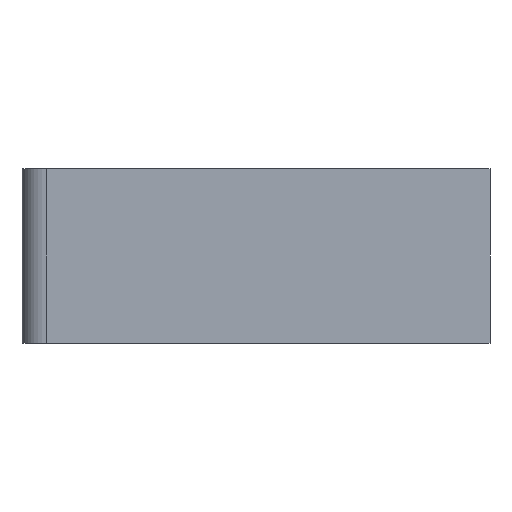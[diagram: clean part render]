
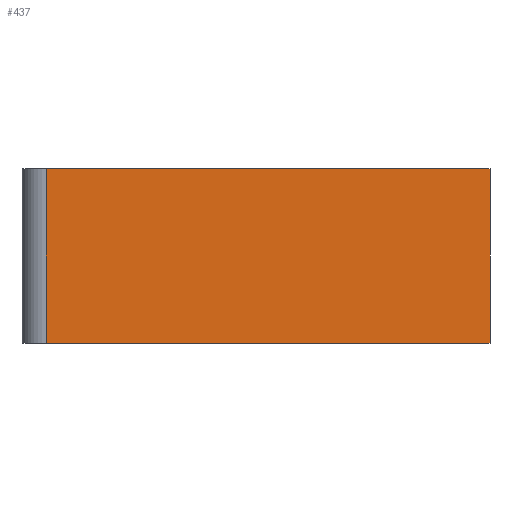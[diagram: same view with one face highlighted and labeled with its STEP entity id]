
A CAD part, front view. The second image highlights one B-rep face of the part: STEP entity #437.
In plain terms, the highlighted planar face has unit normal (0, -1, 0).
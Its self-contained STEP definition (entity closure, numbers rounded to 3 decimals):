
#4 = ORIENTED_EDGE ( 'NONE', *, *, #80, .T. ) ;
#7 = ORIENTED_EDGE ( 'NONE', *, *, #85, .F. ) ;
#24 = ORIENTED_EDGE ( 'NONE', *, *, #106, .T. ) ;
#29 = ORIENTED_EDGE ( 'NONE', *, *, #92, .F. ) ;
#65 = EDGE_LOOP ( 'NONE', ( #24, #7, #29, #4 ) ) ;
#80 = EDGE_CURVE ( 'NONE', #393, #401, #368, .T. ) ;
#85 = EDGE_CURVE ( 'NONE', #400, #398, #354, .T. ) ;
#92 = EDGE_CURVE ( 'NONE', #393, #400, #332, .T. ) ;
#106 = EDGE_CURVE ( 'NONE', #401, #398, #287, .T. ) ;
#135 = VECTOR ( 'NONE', #352, 1000. ) ;
#162 = VECTOR ( 'NONE', #366, 1000. ) ;
#163 = VECTOR ( 'NONE', #330, 1000. ) ;
#170 = VECTOR ( 'NONE', #285, 1000. ) ;
#172 = FACE_OUTER_BOUND ( 'NONE', #65, .T. ) ;
#190 = AXIS2_PLACEMENT_3D ( 'NONE', #257, #256, #255 ) ;
#255 = DIRECTION ( 'NONE',  ( -1., 0., 0. ) ) ;
#256 = DIRECTION ( 'NONE',  ( 0., 1., 0. ) ) ;
#257 = CARTESIAN_POINT ( 'NONE',  ( 127., -7., 25. ) ) ;
#258 = PLANE ( 'NONE',  #190 ) ;
#265 = CARTESIAN_POINT ( 'NONE',  ( 0., -7., -25. ) ) ;
#266 = CARTESIAN_POINT ( 'NONE',  ( 127., -7., 25. ) ) ;
#268 = CARTESIAN_POINT ( 'NONE',  ( 127., -7., -25. ) ) ;
#273 = CARTESIAN_POINT ( 'NONE',  ( 0., -7., 25. ) ) ;
#285 = DIRECTION ( 'NONE',  ( 1., 0., 0. ) ) ;
#286 = CARTESIAN_POINT ( 'NONE',  ( 127., -7., -25. ) ) ;
#287 = LINE ( 'NONE', #286, #170 ) ;
#330 = DIRECTION ( 'NONE',  ( 1., 0., 0. ) ) ;
#331 = CARTESIAN_POINT ( 'NONE',  ( 127., -7., 25. ) ) ;
#332 = LINE ( 'NONE', #331, #163 ) ;
#352 = DIRECTION ( 'NONE',  ( 0., 0., -1. ) ) ;
#353 = CARTESIAN_POINT ( 'NONE',  ( 127., -7., 25. ) ) ;
#354 = LINE ( 'NONE', #353, #135 ) ;
#366 = DIRECTION ( 'NONE',  ( 0., 0., -1. ) ) ;
#367 = CARTESIAN_POINT ( 'NONE',  ( 0., -7., 25. ) ) ;
#368 = LINE ( 'NONE', #367, #162 ) ;
#393 = VERTEX_POINT ( 'NONE', #273 ) ;
#398 = VERTEX_POINT ( 'NONE', #268 ) ;
#400 = VERTEX_POINT ( 'NONE', #266 ) ;
#401 = VERTEX_POINT ( 'NONE', #265 ) ;
#437 = ADVANCED_FACE ( 'NONE', ( #172 ), #258, .F. ) ;
